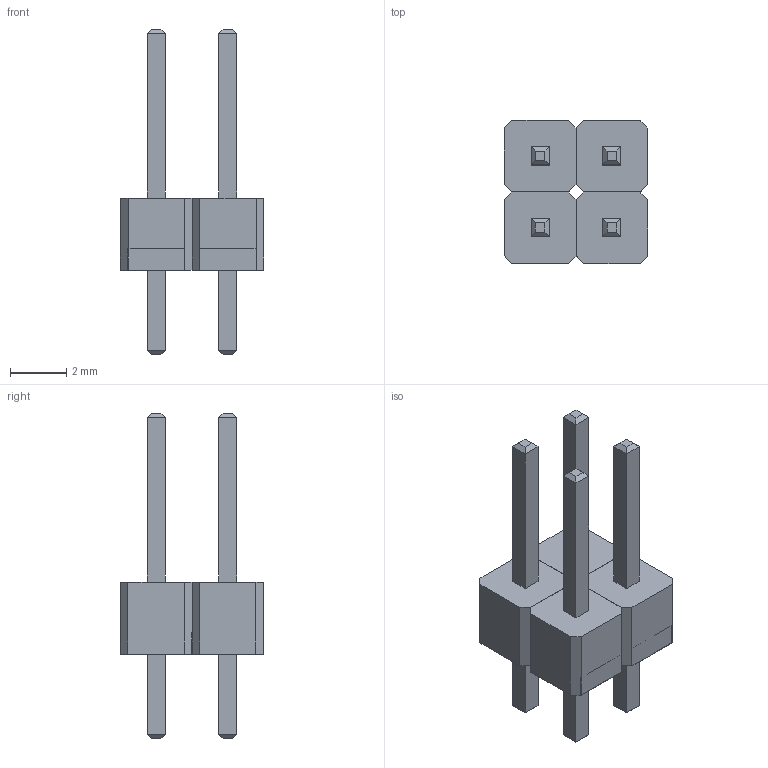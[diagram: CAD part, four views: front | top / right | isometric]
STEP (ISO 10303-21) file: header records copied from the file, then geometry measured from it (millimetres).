
FILE_DESCRIPTION(/* description */ (''),/* implementation_level */ '2;1');
FILE_NAME(/* name */ 'PLD-4.step',/* time_stamp */ '2021-11-04T16:29:46+03:00',/* author */ (''),/* organization */ (''),/* preprocessor_version */ 'ST-DEVELOPER v18.1',/* originating_system */ 'Autodesk Translation Framework v10.10.0.1391',/* authorisation */ '');
FILE_SCHEMA (('AUTOMOTIVE_DESIGN { 1 0 10303 214 3 1 1 }'));
Length unit declared in the file: millimetre
Products named in the file (1): PLD-4
Bounding box: 5.08 x 5.08 x 11.54 mm (x, y, z)
Volume: 64.9 mm3; surface area: 308.7 mm2
Topology: 8 solids, 8 shells, 132 faces, 304 edges, 192 vertices
Faces by surface type: plane 132
Entity records: 3668 total; most frequent: CARTESIAN_POINT 629, ORIENTED_EDGE 608, DIRECTION 570, LINE 304, VECTOR 304, EDGE_CURVE 304, VERTEX_POINT 192, EDGE_LOOP 144
